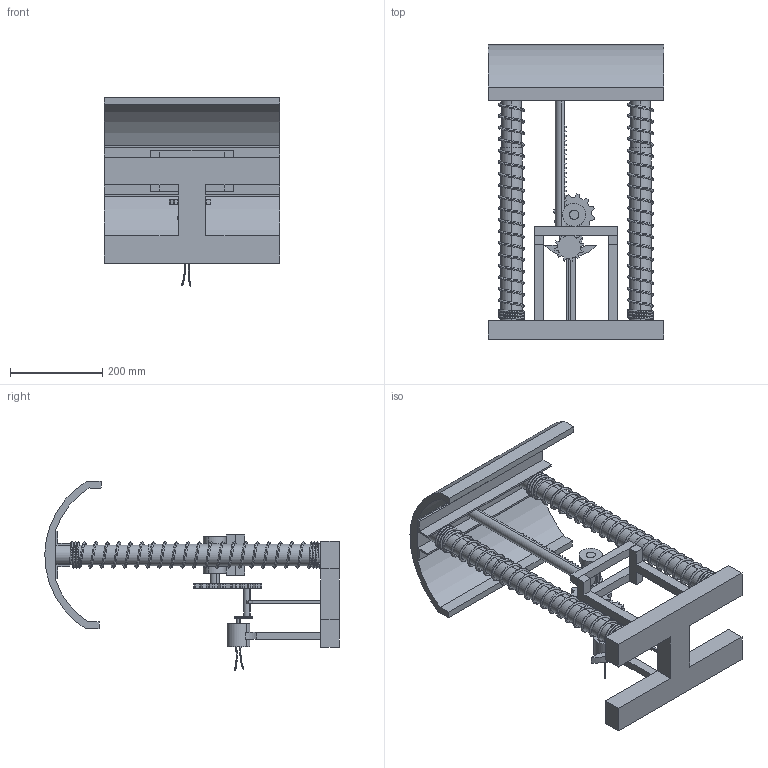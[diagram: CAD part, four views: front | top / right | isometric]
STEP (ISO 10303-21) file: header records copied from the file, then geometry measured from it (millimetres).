
FILE_DESCRIPTION (( 'STEP AP214' ), '1' );
FILE_NAME ('SBPG.STEP', '2021-06-24T07:32:33', ( '' ), ( '' ), 'SwSTEP 2.0', 'SolidWorks 2021', '' );
FILE_SCHEMA (( 'AUTOMOTIVE_DESIGN' ));
Length unit declared in the file: millimetre
Products named in the file (20): speed braker plate; base; T stand; top; L bracket support; Base Stand; gear; bearing; spring; Rack; hollow shaft; gear stand; pinion; solid shaft; Dynamo; gear1; Dynamo stand; side support; SBPG; gear2
Assembly tree (26 placements, depth 3):
  SBPG
    base
      Base Stand
      hollow shaft  x2
      spring  x2
      T stand  x2
      side support  x2
    top
      speed braker plate
      L bracket support  x2
      solid shaft  x2
      Rack
    gear
      pinion
      bearing  x2
      gear1
      gear2
      Dynamo
    gear stand
    Dynamo stand
Bounding box: 380 x 639.1 x 412.14 mm (x, y, z)
Volume: 7178618.5 mm3; surface area: 1267006.2 mm2
Topology: 25 solids, 25 shells, 564 faces, 1404 edges, 900 vertices
Faces by surface type: plane 441, cylinder 107, bspline 16
Entity records: 34478 total; most frequent: CARTESIAN_POINT 19752, ORIENTED_EDGE 2604, DIRECTION 2554, EDGE_CURVE 1302, LINE 1078, VECTOR 1078, VERTEX_POINT 836, AXIS2_PLACEMENT_3D 738
